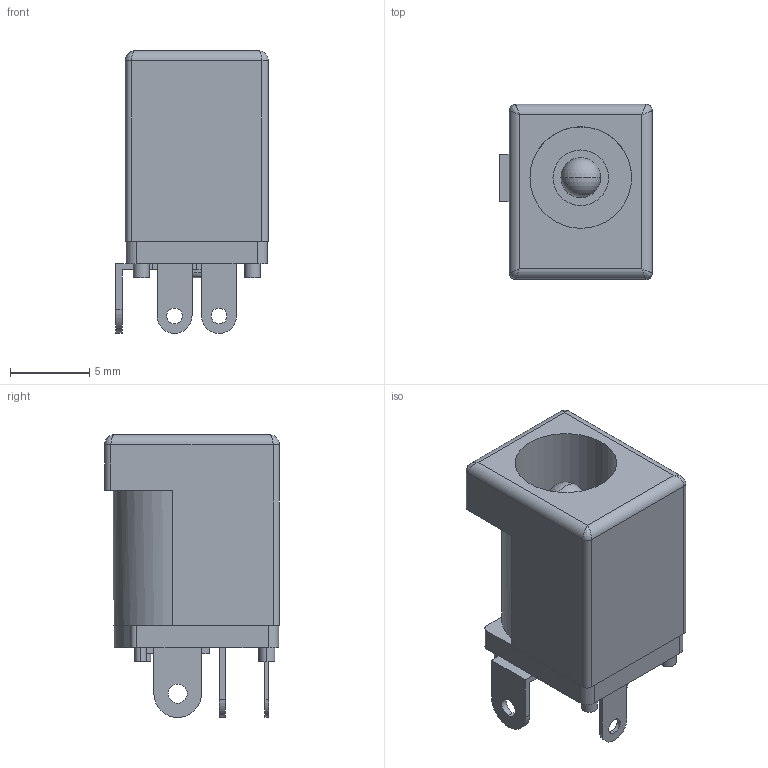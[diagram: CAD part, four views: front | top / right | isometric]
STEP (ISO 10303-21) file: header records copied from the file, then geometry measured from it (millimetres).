
FILE_DESCRIPTION (( 'STEP AP214' ), '1' );
FILE_NAME ('KLDVX-0202-B_rA6.STEP', '2012-05-15T22:12:13', ( ' ' ), ( ' ' ), 'SwSTEP 2.0', 'SolidWorks 2007', '' );
FILE_SCHEMA (( 'AUTOMOTIVE_DESIGN' ));
Length unit declared in the file: millimetre
Products named in the file (1): KLDVX-0202-B_rA6
Bounding box: 9.6 x 11 x 17.8 mm (x, y, z)
Volume: 921.3 mm3; surface area: 1027.8 mm2
Topology: 1 solids, 1 shells, 96 faces, 237 edges, 147 vertices
Faces by surface type: cylinder 45, plane 43, bspline 4, sphere 2, torus 2
Entity records: 3473 total; most frequent: CARTESIAN_POINT 611, DIRECTION 495, ORIENTED_EDGE 458, EDGE_CURVE 229, AXIS2_PLACEMENT_3D 181, VERTEX_POINT 145, VECTOR 133, LINE 133
